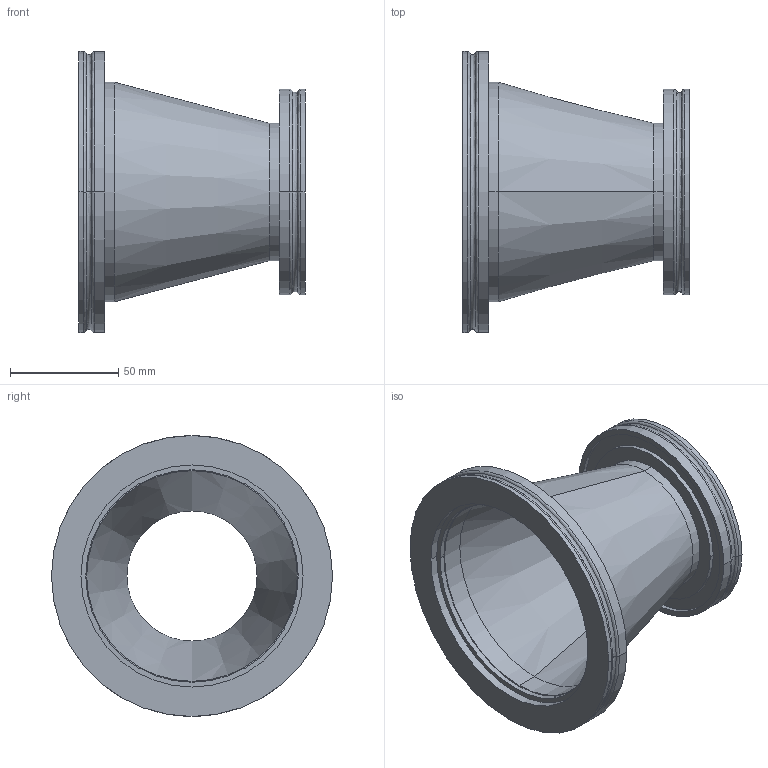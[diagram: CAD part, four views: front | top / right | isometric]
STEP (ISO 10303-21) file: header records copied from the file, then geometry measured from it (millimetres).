
FILE_DESCRIPTION (( 'STEP AP214' ), '1' );
FILE_NAME ('Hositrad_ISO100-63-2.STEP', '2019-06-26T07:21:23', ( '' ), ( '' ), 'SwSTEP 2.0', 'SolidWorks 2019', '' );
FILE_SCHEMA (( 'AUTOMOTIVE_DESIGN' ));
Length unit declared in the file: millimetre
Products named in the file (1): Hositrad_ISO100-63-2
Bounding box: 104.7 x 130 x 130 mm (x, y, z)
Volume: 140004.8 mm3; surface area: 86873.1 mm2
Topology: 3 solids, 3 shells, 78 faces, 160 edges, 96 vertices
Faces by surface type: cylinder 36, bspline 20, plane 14, cone 8
Entity records: 3222 total; most frequent: CARTESIAN_POINT 647, DIRECTION 386, ORIENTED_EDGE 320, AXIS2_PLACEMENT_3D 171, EDGE_CURVE 160, CIRCLE 112, VERTEX_POINT 96, EDGE_LOOP 92
